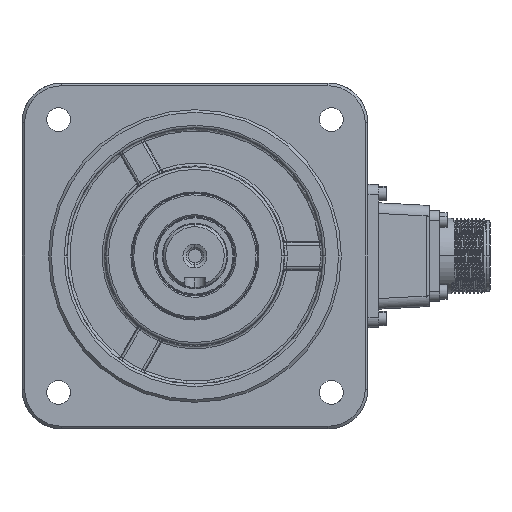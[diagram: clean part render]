
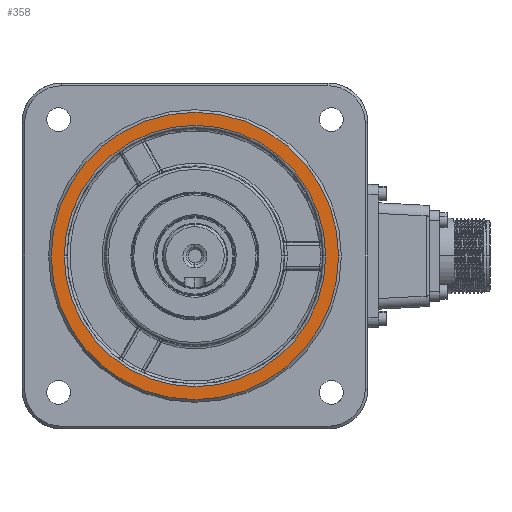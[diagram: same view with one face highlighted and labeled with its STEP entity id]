
A CAD part, left-side view. The second image highlights one B-rep face of the part: STEP entity #358.
In plain terms, the highlighted planar face has unit normal (-1, 0, 0).
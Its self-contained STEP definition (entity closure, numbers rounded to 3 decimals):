
#358 = ADVANCED_FACE ( 'NONE', ( #38200, #14234 ), #40216, .T. ) ;
#1555 = EDGE_CURVE ( 'NONE', #2793, #33604, #23164, .T. ) ;
#1623 = ORIENTED_EDGE ( 'NONE', *, *, #1555, .T. ) ;
#2132 = EDGE_LOOP ( 'NONE', ( #10873, #1623 ) ) ;
#2793 = VERTEX_POINT ( 'NONE', #5553 ) ;
#3625 = DIRECTION ( 'NONE',  ( 0., -1., 0. ) ) ;
#4799 = CIRCLE ( 'NONE', #13239, 49.122 ) ;
#5553 = CARTESIAN_POINT ( 'NONE',  ( -76., -54., 0. ) ) ;
#10061 = DIRECTION ( 'NONE',  ( 1., 0., 0. ) ) ;
#10623 = CARTESIAN_POINT ( 'NONE',  ( -76., 0., 0. ) ) ;
#10873 = ORIENTED_EDGE ( 'NONE', *, *, #40411, .T. ) ;
#11319 = ORIENTED_EDGE ( 'NONE', *, *, #18347, .T. ) ;
#13239 = AXIS2_PLACEMENT_3D ( 'NONE', #10623, #36048, #3625 ) ;
#14181 = DIRECTION ( 'NONE',  ( 0., -1., 0. ) ) ;
#14234 = FACE_BOUND ( 'NONE', #22061, .T. ) ;
#15912 = CIRCLE ( 'NONE', #38788, 49.122 ) ;
#17077 = CARTESIAN_POINT ( 'NONE',  ( -76., 0., 0. ) ) ;
#18096 = AXIS2_PLACEMENT_3D ( 'NONE', #24556, #46583, #28857 ) ;
#18347 = EDGE_CURVE ( 'NONE', #42572, #31065, #15912, .T. ) ;
#21356 = CARTESIAN_POINT ( 'NONE',  ( -76., 0., 0. ) ) ;
#21493 = CARTESIAN_POINT ( 'NONE',  ( -76., 0., 0. ) ) ;
#22061 = EDGE_LOOP ( 'NONE', ( #27786, #11319 ) ) ;
#23164 = CIRCLE ( 'NONE', #18096, 54. ) ;
#24556 = CARTESIAN_POINT ( 'NONE',  ( -76., 0., 0. ) ) ;
#25131 = DIRECTION ( 'NONE',  ( 0., -1., 0. ) ) ;
#25315 = DIRECTION ( 'NONE',  ( -1., 0., 0. ) ) ;
#27786 = ORIENTED_EDGE ( 'NONE', *, *, #36424, .T. ) ;
#28096 = CARTESIAN_POINT ( 'NONE',  ( -76., 54., 0. ) ) ;
#28348 = CIRCLE ( 'NONE', #33150, 54. ) ;
#28857 = DIRECTION ( 'NONE',  ( 0., -1., 0. ) ) ;
#31065 = VERTEX_POINT ( 'NONE', #39558 ) ;
#33150 = AXIS2_PLACEMENT_3D ( 'NONE', #21356, #25315, #14181 ) ;
#33604 = VERTEX_POINT ( 'NONE', #28096 ) ;
#36048 = DIRECTION ( 'NONE',  ( 1., 0., 0. ) ) ;
#36424 = EDGE_CURVE ( 'NONE', #31065, #42572, #4799, .T. ) ;
#38200 = FACE_OUTER_BOUND ( 'NONE', #2132, .T. ) ;
#38693 = DIRECTION ( 'NONE',  ( 0., -1., 0. ) ) ;
#38788 = AXIS2_PLACEMENT_3D ( 'NONE', #17077, #10061, #38693 ) ;
#39558 = CARTESIAN_POINT ( 'NONE',  ( -76., -49.122, 0. ) ) ;
#40216 = PLANE ( 'NONE',  #46890 ) ;
#40411 = EDGE_CURVE ( 'NONE', #33604, #2793, #28348, .T. ) ;
#42572 = VERTEX_POINT ( 'NONE', #45189 ) ;
#45189 = CARTESIAN_POINT ( 'NONE',  ( -76., 49.122, 0. ) ) ;
#46583 = DIRECTION ( 'NONE',  ( -1., 0., 0. ) ) ;
#46877 = DIRECTION ( 'NONE',  ( -1., 0., 0. ) ) ;
#46890 = AXIS2_PLACEMENT_3D ( 'NONE', #21493, #46877, #25131 ) ;
